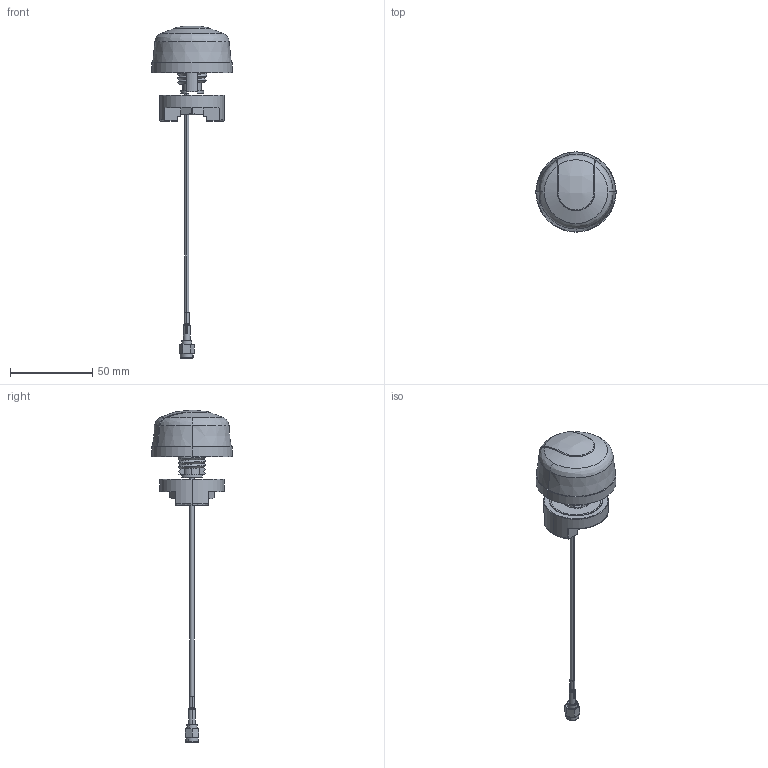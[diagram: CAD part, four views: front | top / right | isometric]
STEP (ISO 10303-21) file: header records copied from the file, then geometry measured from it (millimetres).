
FILE_DESCRIPTION (( 'STEP AP214' ), '1' );
FILE_NAME ('A.41.A.301111_web.STEP', '2020-05-11T09:11:01', ( '' ), ( '' ), 'SwSTEP 2.0', 'SolidWorks 2017', '' );
FILE_SCHEMA (( 'AUTOMOTIVE_DESIGN' ));
Length unit declared in the file: millimetre
Products named in the file (2): A.41.A.301111_web
Bounding box: 48.8 x 48.8 x 201.97 mm (x, y, z)
Surface area: 17652.3 mm2 (no closed solid volume)
Topology: 0 solids, 17 shells, 271 faces, 847 edges, 577 vertices
Faces by surface type: bspline 81, cylinder 74, plane 56, cone 51, torus 9
Entity records: 29614 total; most frequent: CARTESIAN_POINT 20121, ORIENTED_EDGE 1405, DIRECTION 1140, EDGE_CURVE 843, VERTEX_POINT 577, AXIS2_PLACEMENT_3D 441, EDGE_LOOP 280, UNCERTAINTY_MEASURE_WITH_UNIT 273
